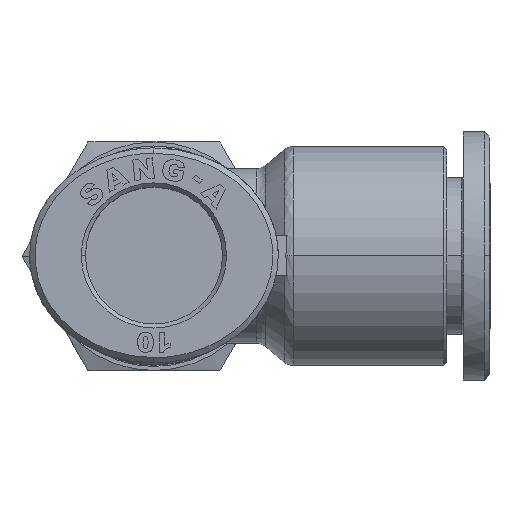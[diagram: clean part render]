
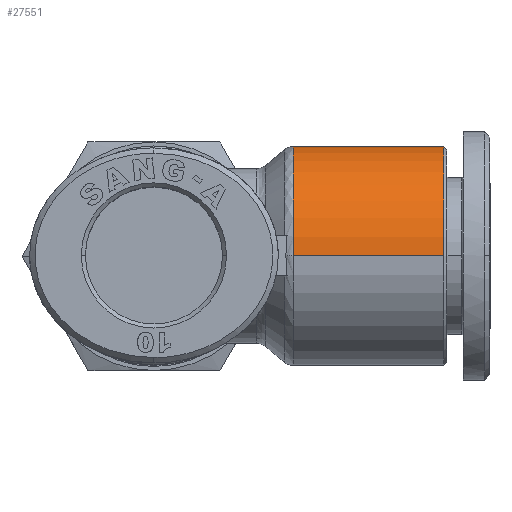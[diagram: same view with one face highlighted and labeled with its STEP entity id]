
A CAD part, top view. The second image highlights one B-rep face of the part: STEP entity #27551.
In plain terms, the highlighted cylindrical face has radius 8.15 mm (diameter 16.3 mm), a partial arc.
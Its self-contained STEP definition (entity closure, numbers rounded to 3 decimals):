
#558 = VERTEX_POINT ( 'NONE', #17463 ) ;
#586 = DIRECTION ( 'NONE',  ( 0., 0., 1. ) ) ;
#1025 = EDGE_CURVE ( 'NONE', #558, #29391, #4602, .T. ) ;
#1256 = EDGE_CURVE ( 'NONE', #558, #13994, #15640, .T. ) ;
#1296 = DIRECTION ( 'NONE',  ( 0., 0., -1. ) ) ;
#1787 = DIRECTION ( 'NONE',  ( 1., 0., 0. ) ) ;
#4191 = AXIS2_PLACEMENT_3D ( 'NONE', #29669, #15414, #1296 ) ;
#4602 = CIRCLE ( 'NONE', #4191, 8.15 ) ;
#4800 = DIRECTION ( 'NONE',  ( 1., 0., 0. ) ) ;
#5960 = ORIENTED_EDGE ( 'NONE', *, *, #24086, .F. ) ;
#7731 = VECTOR ( 'NONE', #11295, 1000. ) ;
#8617 = FACE_OUTER_BOUND ( 'NONE', #22795, .T. ) ;
#8654 = VECTOR ( 'NONE', #4800, 1000. ) ;
#8722 = CARTESIAN_POINT ( 'NONE',  ( 5.767, 0., 0. ) ) ;
#8810 = CARTESIAN_POINT ( 'NONE',  ( 12.317, 0., 0. ) ) ;
#9594 = ORIENTED_EDGE ( 'NONE', *, *, #16377, .T. ) ;
#9987 = CARTESIAN_POINT ( 'NONE',  ( 12.317, 0., 0. ) ) ;
#10288 = DIRECTION ( 'NONE',  ( 1., 0., 0. ) ) ;
#10434 = AXIS2_PLACEMENT_3D ( 'NONE', #8722, #27529, #25870 ) ;
#11295 = DIRECTION ( 'NONE',  ( 1., 0., 0. ) ) ;
#11427 = CARTESIAN_POINT ( 'NONE',  ( 12.317, 8.15, 0. ) ) ;
#12161 = CIRCLE ( 'NONE', #29458, 8.15 ) ;
#13994 = VERTEX_POINT ( 'NONE', #16878 ) ;
#14821 = AXIS2_PLACEMENT_3D ( 'NONE', #9987, #10288, #586 ) ;
#15414 = DIRECTION ( 'NONE',  ( 1., 0., 0. ) ) ;
#15640 = LINE ( 'NONE', #16230, #8654 ) ;
#16079 = VERTEX_POINT ( 'NONE', #27008 ) ;
#16230 = CARTESIAN_POINT ( 'NONE',  ( 5.767, 0., -8.15 ) ) ;
#16317 = CARTESIAN_POINT ( 'NONE',  ( 5.767, 0., 8.15 ) ) ;
#16377 = EDGE_CURVE ( 'NONE', #29391, #16079, #18773, .T. ) ;
#16878 = CARTESIAN_POINT ( 'NONE',  ( 12.317, 0., -8.15 ) ) ;
#17084 = ORIENTED_EDGE ( 'NONE', *, *, #29270, .F. ) ;
#17463 = CARTESIAN_POINT ( 'NONE',  ( 1.126, 0., -8.15 ) ) ;
#18773 = LINE ( 'NONE', #16317, #7731 ) ;
#19949 = ORIENTED_EDGE ( 'NONE', *, *, #1256, .F. ) ;
#20251 = CIRCLE ( 'NONE', #14821, 8.15 ) ;
#22173 = VERTEX_POINT ( 'NONE', #11427 ) ;
#22305 = CARTESIAN_POINT ( 'NONE',  ( 1.126, 0., 8.15 ) ) ;
#22795 = EDGE_LOOP ( 'NONE', ( #25331, #9594, #5960, #17084, #19949 ) ) ;
#24086 = EDGE_CURVE ( 'NONE', #22173, #16079, #12161, .T. ) ;
#25270 = DIRECTION ( 'NONE',  ( 0., 0., 1. ) ) ;
#25331 = ORIENTED_EDGE ( 'NONE', *, *, #1025, .T. ) ;
#25870 = DIRECTION ( 'NONE',  ( 0., 0., -1. ) ) ;
#26617 = CYLINDRICAL_SURFACE ( 'NONE', #10434, 8.15 ) ;
#27008 = CARTESIAN_POINT ( 'NONE',  ( 12.317, 0., 8.15 ) ) ;
#27529 = DIRECTION ( 'NONE',  ( 1., 0., 0. ) ) ;
#27551 = ADVANCED_FACE ( 'NONE', ( #8617 ), #26617, .T. ) ;
#29270 = EDGE_CURVE ( 'NONE', #13994, #22173, #20251, .T. ) ;
#29391 = VERTEX_POINT ( 'NONE', #22305 ) ;
#29458 = AXIS2_PLACEMENT_3D ( 'NONE', #8810, #1787, #25270 ) ;
#29669 = CARTESIAN_POINT ( 'NONE',  ( 1.126, 0., 0. ) ) ;
